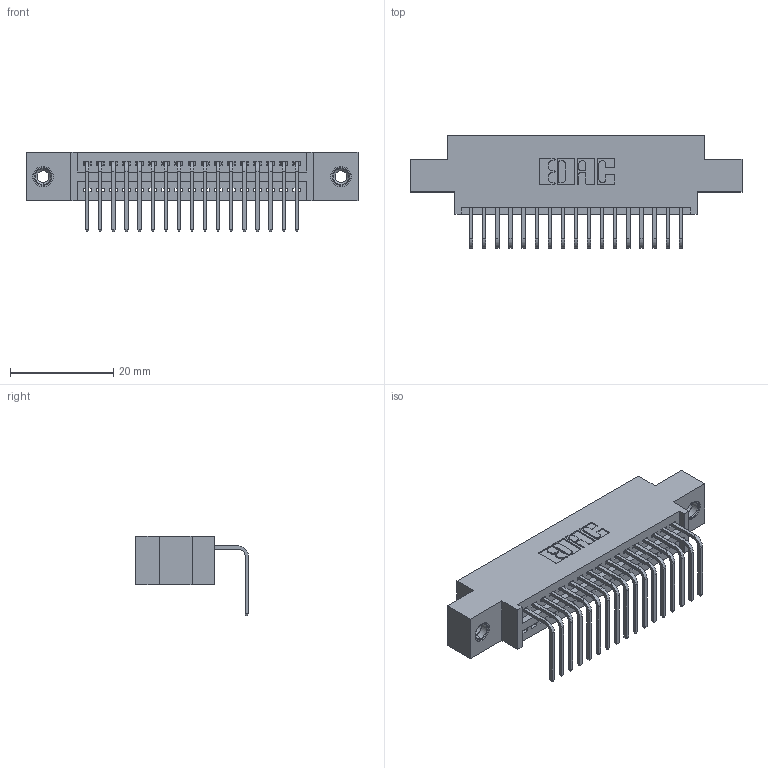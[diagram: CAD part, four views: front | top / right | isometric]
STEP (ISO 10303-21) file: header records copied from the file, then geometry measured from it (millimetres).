
FILE_DESCRIPTION (( 'STEP AP203' ), '1' );
FILE_NAME ('395-017-558-608.STEP', '2019-10-11T03:37:48', ( '' ), ( '' ), 'SwSTEP 2.0', 'SolidWorks 2016', '' );
FILE_SCHEMA (( 'CONFIG_CONTROL_DESIGN' ));
Length unit declared in the file: inch
Products named in the file (4): 345 Part_0.170 Offset - 0.156 Dia-TI; 345-292-001_558 Tail - 2; 345-250-001_345-250-003-102; 395-017-558-608
Assembly tree (20 placements, depth 2):
  395-017-558-608
    345 Part_0.170 Offset - 0.156 Dia-TI
    345-292-001_558 Tail - 2  x17
    345-250-001_345-250-003-102  x2
Bounding box: 64.39 x 21.83 x 15.37 mm (x, y, z)
Volume: 5847.7 mm3; surface area: 7909.8 mm2
Topology: 20 solids, 20 shells, 1210 faces, 3583 edges, 2358 vertices
Faces by surface type: plane 830, cylinder 364, cone 12, torus 4
Entity records: 17562 total; most frequent: CARTESIAN_POINT 3026, ORIENTED_EDGE 2970, DIRECTION 2705, EDGE_CURVE 1485, VECTOR 1265, LINE 1265, VERTEX_POINT 984, AXIS2_PLACEMENT_3D 720
